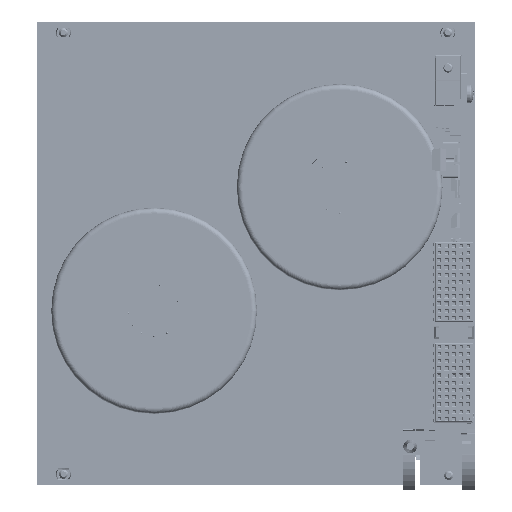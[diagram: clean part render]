
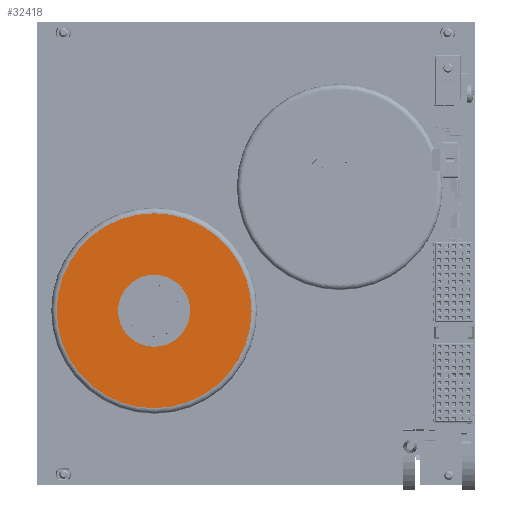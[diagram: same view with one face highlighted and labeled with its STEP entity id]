
A CAD part, top view. The second image highlights one B-rep face of the part: STEP entity #32418.
In plain terms, the highlighted planar face has unit normal (0, 0, 1).
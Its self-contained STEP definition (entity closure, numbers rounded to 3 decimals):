
#32418 = ADVANCED_FACE ( 'NONE', ( #127826, #127837 ), #125813, .T. ) ;
#42837 = EDGE_CURVE ( 'NONE', #161026, #161026, #96427, .T. ) ;
#42853 = EDGE_CURVE ( 'NONE', #161032, #161032, #96448, .T. ) ;
#45089 = EDGE_LOOP ( 'NONE', ( #193376 ) ) ;
#45100 = EDGE_LOOP ( 'NONE', ( #193375 ) ) ;
#92479 = CARTESIAN_POINT ( 'NONE',  ( -57.413, -13.97, 68.492 ) ) ;
#92481 = DIRECTION ( 'NONE',  ( 0., 0., 1. ) ) ;
#92484 = DIRECTION ( 'NONE',  ( 1., 0., 0. ) ) ;
#92629 = CARTESIAN_POINT ( 'NONE',  ( -57.413, -13.97, 68.492 ) ) ;
#92632 = DIRECTION ( 'NONE',  ( 0., 0., 1. ) ) ;
#92635 = DIRECTION ( 'NONE',  ( 1., 0., 0. ) ) ;
#96427 = CIRCLE ( 'NONE', #190550, 10. ) ;
#96448 = CIRCLE ( 'NONE', #190552, 27.05 ) ;
#125813 = PLANE ( 'NONE',  #129310 ) ;
#125828 = CARTESIAN_POINT ( 'NONE',  ( -57.413, -13.97, 68.492 ) ) ;
#125829 = DIRECTION ( 'NONE',  ( 0., 0., 1. ) ) ;
#125831 = DIRECTION ( 'NONE',  ( 1., 0., 0. ) ) ;
#127826 = FACE_BOUND ( 'NONE', #45100, .T. ) ;
#127837 = FACE_OUTER_BOUND ( 'NONE', #45089, .T. ) ;
#129310 = AXIS2_PLACEMENT_3D ( 'NONE', #125828, #125829, #125831 ) ;
#149570 = CARTESIAN_POINT ( 'NONE',  ( -47.413, -13.97, 68.492 ) ) ;
#149575 = CARTESIAN_POINT ( 'NONE',  ( -30.363, -13.97, 68.492 ) ) ;
#161026 = VERTEX_POINT ( 'NONE', #149570 ) ;
#161032 = VERTEX_POINT ( 'NONE', #149575 ) ;
#190550 = AXIS2_PLACEMENT_3D ( 'NONE', #92479, #92481, #92484 ) ;
#190552 = AXIS2_PLACEMENT_3D ( 'NONE', #92629, #92632, #92635 ) ;
#193375 = ORIENTED_EDGE ( 'NONE', *, *, #42837, .F. ) ;
#193376 = ORIENTED_EDGE ( 'NONE', *, *, #42853, .T. ) ;
